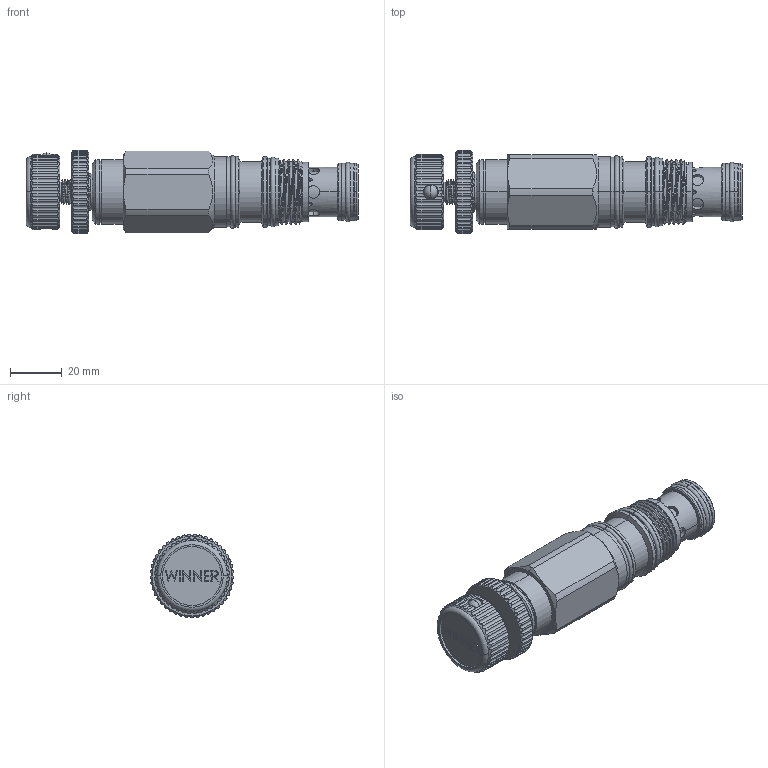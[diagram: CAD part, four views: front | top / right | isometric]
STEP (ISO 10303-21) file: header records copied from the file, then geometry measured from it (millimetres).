
FILE_DESCRIPTION (( 'STEP AP203' ), '1' );
FILE_NAME ('SD2A30-K.STEP', '2021-08-02T07:14:09', ( '' ), ( '' ), 'SwSTEP 2.0', 'SolidWorks 2018', '' );
FILE_SCHEMA (( 'CONFIG_CONTROL_DESIGN' ));
Length unit declared in the file: millimetre
Products named in the file (1): SD2A30-K
Bounding box: 128.09 x 32.2 x 32.18 mm (x, y, z)
Volume: 67306.8 mm3; surface area: 17805.5 mm2
Topology: 1 solids, 1 shells, 573 faces, 1531 edges, 1000 vertices
Faces by surface type: cylinder 385, plane 119, cone 41, torus 14, bspline 12, sphere 2
Entity records: 27304 total; most frequent: CARTESIAN_POINT 13564, ORIENTED_EDGE 3062, DIRECTION 2621, EDGE_CURVE 1531, VERTEX_POINT 1000, AXIS2_PLACEMENT_3D 995, LINE 631, VECTOR 631
